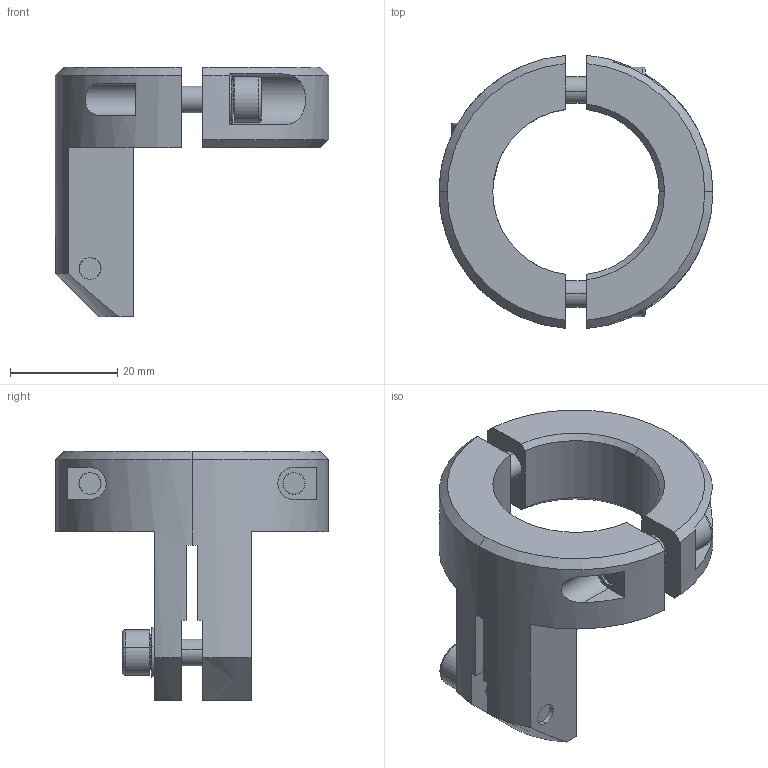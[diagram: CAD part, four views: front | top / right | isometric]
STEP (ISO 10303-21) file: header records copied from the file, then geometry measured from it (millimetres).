
FILE_DESCRIPTION(('no description'),'unknown implementation level');
FILE_NAME('6B99931C-DE70-4613-9F2A-31594110C524_export.stp',' ',('CIMSOURCE GmbH'),('CADClick - KiM GmbH - www.kimweb.de'),'unknown preprocess','ACIS','unknown authorization');
FILE_SCHEMA(('automotive_design'));
Length unit declared in the file: millimetre
Products named in the file (8): 663.131 Kaiser AR 32S|690.103 Kaiser ETL M5 X 18A_Standard;NONE; 663.131 Kaiser AR 32S|693.176 Kaiser ETL �5,3_9,2L_Standard;NONE; 663.131 Kaiser AR 32S|663.902 Kaiser Ringsegment links_Standard;NONE; 663.131 Kaiser AR 32S|663.907 Kaiser Ringsegment rechts_Standard;NONE
Bounding box: 51 x 50.84 x 46.5 mm (x, y, z)
Volume: 21672.3 mm3; surface area: 11387 mm2
Topology: 8 solids, 8 shells, 167 faces, 397 edges, 242 vertices
Faces by surface type: plane 77, cone 48, cylinder 36, torus 6
Entity records: 9654 total; most frequent: CARTESIAN_POINT 1001, DIRECTION 897, STYLED_ITEM 808, PRESENTATION_STYLE_ASSIGNMENT 808, COLOUR_RGB 808, ORIENTED_EDGE 782, EDGE_CURVE 391, CURVE_STYLE 391
